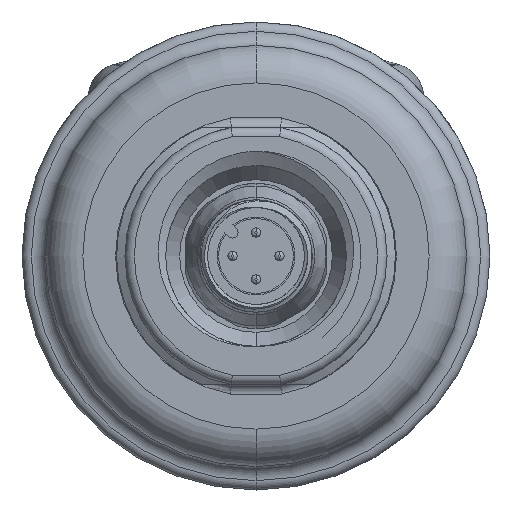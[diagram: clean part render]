
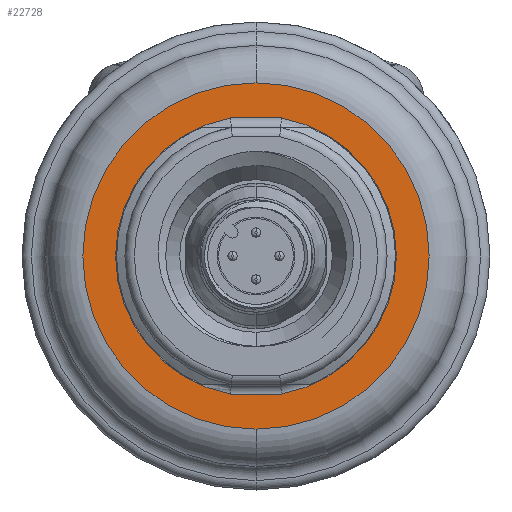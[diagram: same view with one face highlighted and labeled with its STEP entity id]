
A CAD part, front view. The second image highlights one B-rep face of the part: STEP entity #22728.
In plain terms, the highlighted planar face has unit normal (0, -1, 0).
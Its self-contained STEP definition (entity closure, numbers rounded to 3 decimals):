
#3854=CARTESIAN_POINT('',(0.,-3.,0.));
#3855=DIRECTION('',(0.,-1.,0.));
#3856=DIRECTION('',(0.,0.,-1.));
#3857=AXIS2_PLACEMENT_3D('',#3854,#3855,#3856);
#3859=CARTESIAN_POINT('',(0.,-3.,0.));
#3860=DIRECTION('',(0.,-1.,0.));
#3861=DIRECTION('',(0.,0.,1.));
#3862=AXIS2_PLACEMENT_3D('',#3859,#3860,#3861);
#3864=CARTESIAN_POINT('',(0.,-3.,0.));
#3865=DIRECTION('',(0.,-1.,0.));
#3866=DIRECTION('',(-0.182,0.,0.983));
#3867=AXIS2_PLACEMENT_3D('',#3864,#3865,#3866);
#3869=DIRECTION('',(1.,0.,0.));
#3870=VECTOR('',#3869,5.454);
#3871=CARTESIAN_POINT('',(-2.727,-3.,-14.75));
#3872=LINE('',#3871,#3870);
#3873=CARTESIAN_POINT('',(0.,-3.,0.));
#3874=DIRECTION('',(0.,-1.,0.));
#3875=DIRECTION('',(0.182,0.,-0.983));
#3876=AXIS2_PLACEMENT_3D('',#3873,#3874,#3875);
#3878=DIRECTION('',(-1.,0.,0.));
#3879=VECTOR('',#3878,5.454);
#3880=CARTESIAN_POINT('',(2.727,-3.,14.75));
#3881=LINE('',#3880,#3879);
#19276=CARTESIAN_POINT('',(-2.727,-3.,14.75));
#19277=CARTESIAN_POINT('',(-2.727,-3.,-14.75));
#19278=VERTEX_POINT('',#19276);
#19279=VERTEX_POINT('',#19277);
#19284=CARTESIAN_POINT('',(2.727,-3.,-14.75));
#19285=CARTESIAN_POINT('',(2.727,-3.,14.75));
#19286=VERTEX_POINT('',#19284);
#19287=VERTEX_POINT('',#19285);
#19536=CARTESIAN_POINT('',(0.,-3.,-18.5));
#19537=CARTESIAN_POINT('',(0.,-3.,18.5));
#19538=VERTEX_POINT('',#19536);
#19539=VERTEX_POINT('',#19537);
#22708=CARTESIAN_POINT('',(0.,-3.,0.));
#22709=DIRECTION('',(0.,-1.,0.));
#22710=DIRECTION('',(0.,0.,1.));
#22711=AXIS2_PLACEMENT_3D('',#22708,#22709,#22710);
#22712=PLANE('',#22711);
#22714=ORIENTED_EDGE('',*,*,#22713,.F.);
#22716=ORIENTED_EDGE('',*,*,#22715,.F.);
#22717=EDGE_LOOP('',(#22714,#22716));
#22718=FACE_OUTER_BOUND('',#22717,.F.);
#22719=ORIENTED_EDGE('',*,*,#22698,.T.);
#22721=ORIENTED_EDGE('',*,*,#22720,.T.);
#22723=ORIENTED_EDGE('',*,*,#22722,.T.);
#22725=ORIENTED_EDGE('',*,*,#22724,.T.);
#22726=EDGE_LOOP('',(#22719,#22721,#22723,#22725));
#22727=FACE_BOUND('',#22726,.F.);
#22728=ADVANCED_FACE('',(#22718,#22727),#22712,.T.);
#3858=CIRCLE('',#3857,18.5);
#3863=CIRCLE('',#3862,18.5);
#3868=CIRCLE('',#3867,15.);
#3877=CIRCLE('',#3876,15.);
#22698=EDGE_CURVE('',#19278,#19279,#3868,.T.);
#22713=EDGE_CURVE('',#19538,#19539,#3858,.T.);
#22715=EDGE_CURVE('',#19539,#19538,#3863,.T.);
#22720=EDGE_CURVE('',#19279,#19286,#3872,.T.);
#22722=EDGE_CURVE('',#19286,#19287,#3877,.T.);
#22724=EDGE_CURVE('',#19287,#19278,#3881,.T.);
